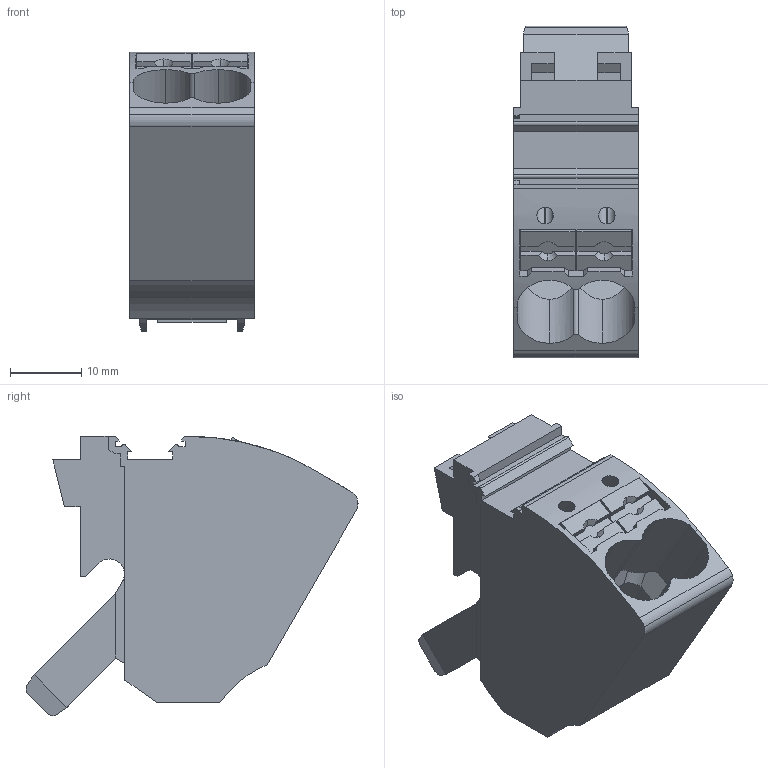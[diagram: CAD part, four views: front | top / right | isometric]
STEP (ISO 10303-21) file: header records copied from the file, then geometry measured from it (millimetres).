
FILE_DESCRIPTION(('STEP AP214'),'1');
FILE_NAME('cctmp_3D208423-5284-414E-9788-D736453B8C9D_2023_07_24_22_13_04_0928..stp','2023-07-24T20:13:05',('SIEMENS A&D'),('CADClick - www.CADClick.com'),'Spatial InterOp 3D postprocessed',' ','unknown authorization');
FILE_SCHEMA(('AUTOMOTIVE_DESIGN'));
Length unit declared in the file: millimetre
Products named in the file (1): 2023_07_24_22_13_04_0913
Bounding box: 17.5 x 46.56 x 39.15 mm (x, y, z)
Volume: 15700.2 mm3; surface area: 7699.8 mm2
Topology: 1 solids, 1 shells, 225 faces, 662 edges, 445 vertices
Faces by surface type: plane 170, cylinder 43, cone 8, bspline 4
Entity records: 11341 total; most frequent: CARTESIAN_POINT 4635, ORIENTED_EDGE 1324, DIRECTION 1153, EDGE_CURVE 662, LINE 517, VECTOR 517, VERTEX_POINT 445, AXIS2_PLACEMENT_3D 318
